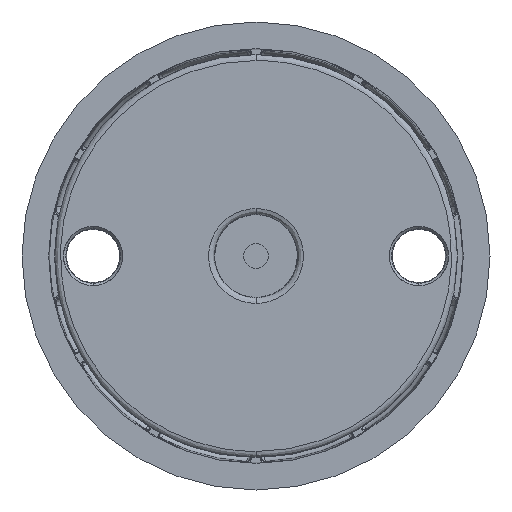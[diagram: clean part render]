
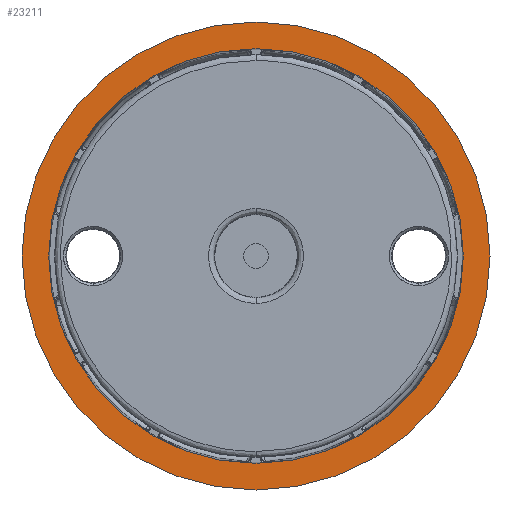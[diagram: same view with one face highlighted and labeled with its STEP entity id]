
A CAD part, front view. The second image highlights one B-rep face of the part: STEP entity #23211.
In plain terms, the highlighted planar face has unit normal (0, -1, 0).
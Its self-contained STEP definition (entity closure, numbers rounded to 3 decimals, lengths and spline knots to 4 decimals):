
#601 = CIRCLE ( 'NONE', #49777, 1.5551 ) ;
#1732 = CARTESIAN_POINT ( 'NONE',  ( -0.5538, 0.8581, 2.6793 ) ) ;
#3679 = CARTESIAN_POINT ( 'NONE',  ( 1.0013, 0.8581, 2.6793 ) ) ;
#4525 = AXIS2_PLACEMENT_3D ( 'NONE', #3679, #36297, #8312 ) ;
#5857 = VERTEX_POINT ( 'NONE', #1732 ) ;
#6395 = DIRECTION ( 'NONE',  ( 0., 0., 1. ) ) ;
#6786 = DIRECTION ( 'NONE',  ( 0., 1., 0. ) ) ;
#7432 = EDGE_CURVE ( 'NONE', #15877, #46413, #56154, .T. ) ;
#8312 = DIRECTION ( 'NONE',  ( 1., 0., 0. ) ) ;
#8865 = FACE_BOUND ( 'NONE', #53444, .T. ) ;
#9843 = CIRCLE ( 'NONE', #34731, 1.5551 ) ;
#9864 = EDGE_CURVE ( 'NONE', #59616, #5857, #9843, .T. ) ;
#10853 = PLANE ( 'NONE',  #37546 ) ;
#13341 = DIRECTION ( 'NONE',  ( 0., -1., 0. ) ) ;
#13600 = EDGE_LOOP ( 'NONE', ( #23750, #39322 ) ) ;
#15877 = VERTEX_POINT ( 'NONE', #31597 ) ;
#16879 = FACE_OUTER_BOUND ( 'NONE', #13600, .T. ) ;
#17925 = EDGE_CURVE ( 'NONE', #46413, #15877, #57137, .T. ) ;
#18588 = CARTESIAN_POINT ( 'NONE',  ( 1.0013, 0.8581, 2.6793 ) ) ;
#23211 = ADVANCED_FACE ( 'NONE', ( #8865, #16879 ), #10853, .F. ) ;
#23315 = DIRECTION ( 'NONE',  ( 1., 0., 0. ) ) ;
#23750 = ORIENTED_EDGE ( 'NONE', *, *, #9864, .F. ) ;
#28288 = CARTESIAN_POINT ( 'NONE',  ( -0.3767, 0.8581, 2.6793 ) ) ;
#30909 = EDGE_CURVE ( 'NONE', #5857, #59616, #601, .T. ) ;
#31597 = CARTESIAN_POINT ( 'NONE',  ( 2.3792, 0.8581, 2.6793 ) ) ;
#34345 = DIRECTION ( 'NONE',  ( 0., 1., 0. ) ) ;
#34731 = AXIS2_PLACEMENT_3D ( 'NONE', #18588, #51358, #23315 ) ;
#34749 = CARTESIAN_POINT ( 'NONE',  ( 1.0013, 0.8581, 2.6793 ) ) ;
#35414 = CARTESIAN_POINT ( 'NONE',  ( 2.5564, 0.8581, 2.6793 ) ) ;
#36297 = DIRECTION ( 'NONE',  ( 0., -1., 0. ) ) ;
#37546 = AXIS2_PLACEMENT_3D ( 'NONE', #53024, #34345, #6395 ) ;
#38806 = ORIENTED_EDGE ( 'NONE', *, *, #7432, .F. ) ;
#39322 = ORIENTED_EDGE ( 'NONE', *, *, #30909, .F. ) ;
#39448 = DIRECTION ( 'NONE',  ( 1., 0., 0. ) ) ;
#41378 = CARTESIAN_POINT ( 'NONE',  ( 1.0013, 0.8581, 2.6793 ) ) ;
#46117 = DIRECTION ( 'NONE',  ( 1., 0., 0. ) ) ;
#46413 = VERTEX_POINT ( 'NONE', #28288 ) ;
#49777 = AXIS2_PLACEMENT_3D ( 'NONE', #34749, #6786, #39448 ) ;
#51358 = DIRECTION ( 'NONE',  ( 0., 1., 0. ) ) ;
#53024 = CARTESIAN_POINT ( 'NONE',  ( 0.7073, 0.8581, 2.6793 ) ) ;
#53444 = EDGE_LOOP ( 'NONE', ( #38806, #60274 ) ) ;
#56154 = CIRCLE ( 'NONE', #59019, 1.378 ) ;
#57137 = CIRCLE ( 'NONE', #4525, 1.378 ) ;
#59019 = AXIS2_PLACEMENT_3D ( 'NONE', #41378, #13341, #46117 ) ;
#59616 = VERTEX_POINT ( 'NONE', #35414 ) ;
#60274 = ORIENTED_EDGE ( 'NONE', *, *, #17925, .F. ) ;
